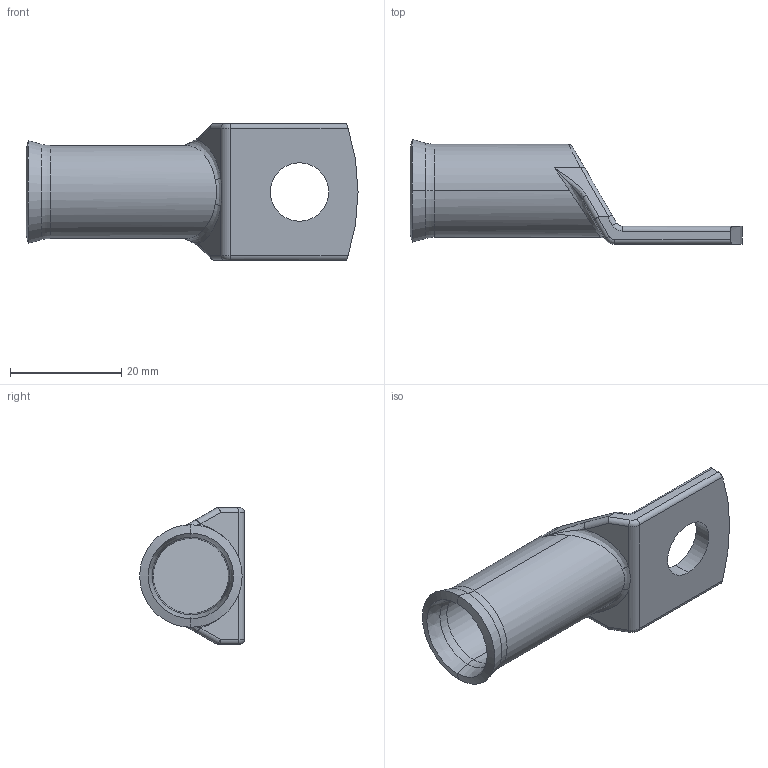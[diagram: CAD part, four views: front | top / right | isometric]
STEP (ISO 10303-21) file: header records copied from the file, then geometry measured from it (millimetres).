
FILE_DESCRIPTION (( 'STEP AP203' ), '1' );
FILE_NAME ('95 mm² Ekstra Standart (Uzun ve Kalýn) Tip Bakýr SKP M10.STEP', '2025-07-11T07:43:30', ( '' ), ( '' ), 'SwSTEP 2.0', 'SolidWorks 2023', '' );
FILE_SCHEMA (( 'CONFIG_CONTROL_DESIGN' ));
Length unit declared in the file: millimetre
Products named in the file (1): 95 mm² Ekstra Standart (Uzun ve Kalın) Tip Bakır SKP M10
Bounding box: 59.6 x 18.8 x 24.5 mm (x, y, z)
Volume: 5010.5 mm3; surface area: 4830.2 mm2
Topology: 1 solids, 1 shells, 55 faces, 127 edges, 72 vertices
Faces by surface type: cylinder 22, plane 10, torus 8, bspline 7, cone 6, sphere 2
Entity records: 1928 total; most frequent: CARTESIAN_POINT 678, ORIENTED_EDGE 250, DIRECTION 248, EDGE_CURVE 125, AXIS2_PLACEMENT_3D 100, VERTEX_POINT 72, EDGE_LOOP 57, ADVANCED_FACE 55
